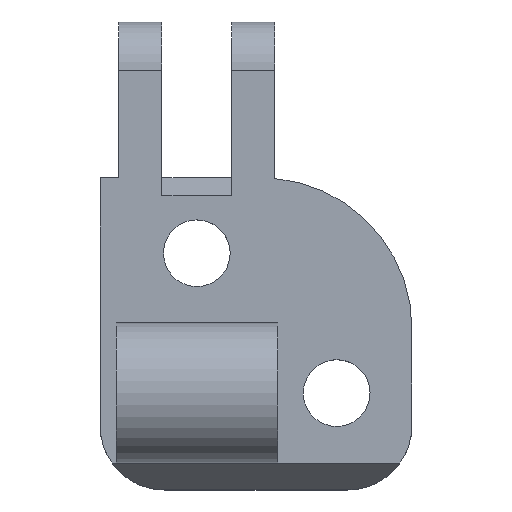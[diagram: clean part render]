
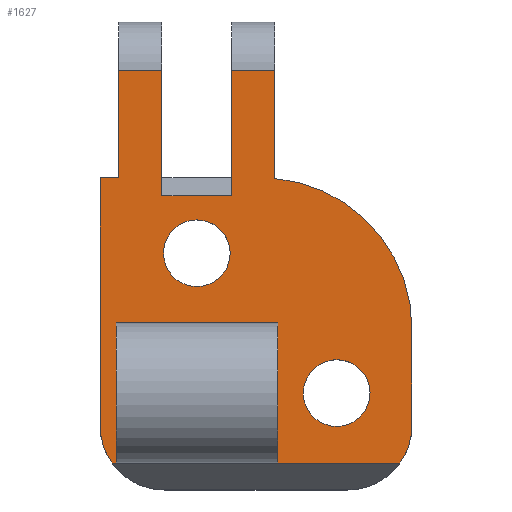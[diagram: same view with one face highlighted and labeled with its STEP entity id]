
A CAD part, top view. The second image highlights one B-rep face of the part: STEP entity #1627.
In plain terms, the highlighted planar face has unit normal (0, 0, 1).
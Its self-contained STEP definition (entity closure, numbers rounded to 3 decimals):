
#70=CARTESIAN_POINT('Vertex',(3.25,30.,0.)) ;
#73=CARTESIAN_POINT('Line Origine',(5.25,30.,0.)) ;
#77=CARTESIAN_POINT('Vertex',(7.25,30.,0.)) ;
#97=CARTESIAN_POINT('Line Origine',(0.,18.36,0.)) ;
#101=CARTESIAN_POINT('Vertex',(3.25,18.36,0.)) ;
#103=CARTESIAN_POINT('Vertex',(-3.25,18.36,0.)) ;
#251=CARTESIAN_POINT('Line Origine',(-5.25,30.,0.)) ;
#255=CARTESIAN_POINT('Vertex',(-3.25,30.,0.)) ;
#257=CARTESIAN_POINT('Vertex',(-7.25,30.,0.)) ;
#304=CARTESIAN_POINT('Vertex',(-9.,20.,0.)) ;
#307=CARTESIAN_POINT('Line Origine',(-8.125,20.,0.)) ;
#311=CARTESIAN_POINT('Vertex',(-7.25,20.,0.)) ;
#335=CARTESIAN_POINT('Vertex',(-7.5,6.5,0.)) ;
#340=CARTESIAN_POINT('Line Origine',(-7.5,3.25,0.)) ;
#344=CARTESIAN_POINT('Vertex',(-7.5,0.,0.)) ;
#347=CARTESIAN_POINT('Line Origine',(-7.5,-3.25,0.)) ;
#351=CARTESIAN_POINT('Vertex',(-7.5,-6.5,0.)) ;
#736=CARTESIAN_POINT('Vertex',(7.5,-6.5,0.)) ;
#762=CARTESIAN_POINT('Vertex',(2.721,11.514,0.)) ;
#776=CARTESIAN_POINT('Vertex',(-2.721,14.486,0.)) ;
#779=CARTESIAN_POINT('Axis2P3D Location',(0.,13.,0.)) ;
#796=CARTESIAN_POINT('Axis2P3D Location',(0.,13.,0.)) ;
#819=CARTESIAN_POINT('Vertex',(15.721,-1.486,0.)) ;
#833=CARTESIAN_POINT('Vertex',(10.279,1.486,0.)) ;
#836=CARTESIAN_POINT('Axis2P3D Location',(13.,0.,0.)) ;
#853=CARTESIAN_POINT('Axis2P3D Location',(13.,0.,0.)) ;
#870=CARTESIAN_POINT('Axis2P3D Location',(6.,6.,0.)) ;
#874=CARTESIAN_POINT('Vertex',(7.25,19.944,0.)) ;
#876=CARTESIAN_POINT('Vertex',(20.,6.,0.)) ;
#910=CARTESIAN_POINT('Line Origine',(7.5,-3.25,0.)) ;
#914=CARTESIAN_POINT('Vertex',(7.5,0.,0.)) ;
#917=CARTESIAN_POINT('Line Origine',(7.5,3.25,0.)) ;
#921=CARTESIAN_POINT('Vertex',(7.5,6.5,0.)) ;
#946=CARTESIAN_POINT('Line Origine',(0.,6.5,0.)) ;
#1089=CARTESIAN_POINT('Line Origine',(3.25,24.18,0.)) ;
#1118=CARTESIAN_POINT('Line Origine',(7.25,24.972,0.)) ;
#1265=CARTESIAN_POINT('Line Origine',(-3.25,24.18,0.)) ;
#1360=CARTESIAN_POINT('Line Origine',(-7.25,25.,0.)) ;
#1480=CARTESIAN_POINT('Line Origine',(20.,1.5,0.)) ;
#1484=CARTESIAN_POINT('Vertex',(20.,-3.,0.)) ;
#1511=CARTESIAN_POINT('Axis2P3D Location',(14.,-3.,0.)) ;
#1515=CARTESIAN_POINT('Vertex',(18.873,-6.5,0.)) ;
#1549=CARTESIAN_POINT('Line Origine',(-9.,8.5,0.)) ;
#1553=CARTESIAN_POINT('Vertex',(-9.,-3.,0.)) ;
#1575=CARTESIAN_POINT('Axis2P3D Location',(0.,-6.5,0.)) ;
#1580=CARTESIAN_POINT('Line Origine',(-7.687,-6.5,0.)) ;
#1584=CARTESIAN_POINT('Vertex',(-7.873,-6.5,0.)) ;
#1587=CARTESIAN_POINT('Line Origine',(13.187,-6.5,0.)) ;
#1592=CARTESIAN_POINT('Axis2P3D Location',(-3.,-3.,0.)) ;
#74=DIRECTION('Vector Direction',(1.,0.,0.)) ;
#98=DIRECTION('Vector Direction',(-1.,0.,0.)) ;
#252=DIRECTION('Vector Direction',(-1.,0.,0.)) ;
#308=DIRECTION('Vector Direction',(1.,0.,0.)) ;
#341=DIRECTION('Vector Direction',(0.,-1.,0.)) ;
#348=DIRECTION('Vector Direction',(0.,1.,0.)) ;
#780=DIRECTION('Axis2P3D Direction',(0.,0.,-1.)) ;
#797=DIRECTION('Axis2P3D Direction',(0.,0.,-1.)) ;
#837=DIRECTION('Axis2P3D Direction',(0.,0.,-1.)) ;
#854=DIRECTION('Axis2P3D Direction',(0.,0.,-1.)) ;
#871=DIRECTION('Axis2P3D Direction',(0.,0.,-1.)) ;
#911=DIRECTION('Vector Direction',(0.,1.,0.)) ;
#918=DIRECTION('Vector Direction',(0.,-1.,0.)) ;
#947=DIRECTION('Vector Direction',(-1.,0.,0.)) ;
#1090=DIRECTION('Vector Direction',(0.,1.,0.)) ;
#1119=DIRECTION('Vector Direction',(0.,1.,0.)) ;
#1266=DIRECTION('Vector Direction',(0.,1.,0.)) ;
#1361=DIRECTION('Vector Direction',(0.,1.,0.)) ;
#1481=DIRECTION('Vector Direction',(0.,-1.,0.)) ;
#1512=DIRECTION('Axis2P3D Direction',(0.,0.,-1.)) ;
#1550=DIRECTION('Vector Direction',(0.,1.,0.)) ;
#1576=DIRECTION('Axis2P3D Direction',(0.,0.,1.)) ;
#1577=DIRECTION('Axis2P3D XDirection',(0.,1.,0.)) ;
#1581=DIRECTION('Vector Direction',(1.,0.,0.)) ;
#1588=DIRECTION('Vector Direction',(1.,0.,0.)) ;
#1593=DIRECTION('Axis2P3D Direction',(0.,0.,1.)) ;
#781=AXIS2_PLACEMENT_3D('Circle Axis2P3D',#779,#780,$) ;
#798=AXIS2_PLACEMENT_3D('Circle Axis2P3D',#796,#797,$) ;
#838=AXIS2_PLACEMENT_3D('Circle Axis2P3D',#836,#837,$) ;
#855=AXIS2_PLACEMENT_3D('Circle Axis2P3D',#853,#854,$) ;
#872=AXIS2_PLACEMENT_3D('Circle Axis2P3D',#870,#871,$) ;
#1513=AXIS2_PLACEMENT_3D('Circle Axis2P3D',#1511,#1512,$) ;
#1578=AXIS2_PLACEMENT_3D('Plane Axis2P3D',#1575,#1576,#1577) ;
#1594=AXIS2_PLACEMENT_3D('Circle Axis2P3D',#1592,#1593,$) ;
#1598=ORIENTED_EDGE('',*,*,#1586,.T.) ;
#1599=ORIENTED_EDGE('',*,*,#353,.T.) ;
#1600=ORIENTED_EDGE('',*,*,#346,.T.) ;
#1601=ORIENTED_EDGE('',*,*,#950,.F.) ;
#1602=ORIENTED_EDGE('',*,*,#923,.F.) ;
#1603=ORIENTED_EDGE('',*,*,#916,.F.) ;
#1604=ORIENTED_EDGE('',*,*,#1591,.T.) ;
#1605=ORIENTED_EDGE('',*,*,#1517,.F.) ;
#1606=ORIENTED_EDGE('',*,*,#1486,.T.) ;
#1607=ORIENTED_EDGE('',*,*,#878,.F.) ;
#1608=ORIENTED_EDGE('',*,*,#1122,.F.) ;
#1609=ORIENTED_EDGE('',*,*,#79,.F.) ;
#1610=ORIENTED_EDGE('',*,*,#1093,.F.) ;
#1611=ORIENTED_EDGE('',*,*,#105,.T.) ;
#1612=ORIENTED_EDGE('',*,*,#1269,.T.) ;
#1613=ORIENTED_EDGE('',*,*,#259,.T.) ;
#1614=ORIENTED_EDGE('',*,*,#1364,.F.) ;
#1615=ORIENTED_EDGE('',*,*,#313,.T.) ;
#1616=ORIENTED_EDGE('',*,*,#1555,.T.) ;
#1617=ORIENTED_EDGE('',*,*,#1596,.F.) ;
#1620=ORIENTED_EDGE('',*,*,#857,.F.) ;
#1621=ORIENTED_EDGE('',*,*,#840,.F.) ;
#1624=ORIENTED_EDGE('',*,*,#800,.F.) ;
#1625=ORIENTED_EDGE('',*,*,#783,.F.) ;
#1622=FACE_BOUND('',#1619,.T.) ;
#1626=FACE_BOUND('',#1623,.T.) ;
#75=VECTOR('Line Direction',#74,1.) ;
#99=VECTOR('Line Direction',#98,1.) ;
#253=VECTOR('Line Direction',#252,1.) ;
#309=VECTOR('Line Direction',#308,1.) ;
#342=VECTOR('Line Direction',#341,1.) ;
#349=VECTOR('Line Direction',#348,1.) ;
#912=VECTOR('Line Direction',#911,1.) ;
#919=VECTOR('Line Direction',#918,1.) ;
#948=VECTOR('Line Direction',#947,1.) ;
#1091=VECTOR('Line Direction',#1090,1.) ;
#1120=VECTOR('Line Direction',#1119,1.) ;
#1267=VECTOR('Line Direction',#1266,1.) ;
#1362=VECTOR('Line Direction',#1361,1.) ;
#1482=VECTOR('Line Direction',#1481,1.) ;
#1551=VECTOR('Line Direction',#1550,1.) ;
#1582=VECTOR('Line Direction',#1581,1.) ;
#1589=VECTOR('Line Direction',#1588,1.) ;
#1627=ADVANCED_FACE('',(#1618,#1622,#1626),#1579,.T.) ;
#782=CIRCLE('generated circle',#781,3.1) ;
#799=CIRCLE('generated circle',#798,3.1) ;
#839=CIRCLE('generated circle',#838,3.1) ;
#856=CIRCLE('generated circle',#855,3.1) ;
#873=CIRCLE('generated circle',#872,14.) ;
#1514=CIRCLE('generated circle',#1513,6.) ;
#1595=CIRCLE('generated circle',#1594,6.) ;
#79=EDGE_CURVE('',#71,#78,#76,.T.) ;
#105=EDGE_CURVE('',#102,#104,#100,.T.) ;
#259=EDGE_CURVE('',#256,#258,#254,.T.) ;
#313=EDGE_CURVE('',#312,#305,#310,.F.) ;
#346=EDGE_CURVE('',#345,#336,#343,.F.) ;
#353=EDGE_CURVE('',#352,#345,#350,.T.) ;
#783=EDGE_CURVE('',#777,#763,#782,.F.) ;
#800=EDGE_CURVE('',#763,#777,#799,.F.) ;
#840=EDGE_CURVE('',#834,#820,#839,.F.) ;
#857=EDGE_CURVE('',#820,#834,#856,.F.) ;
#878=EDGE_CURVE('',#875,#877,#873,.T.) ;
#916=EDGE_CURVE('',#737,#915,#913,.T.) ;
#923=EDGE_CURVE('',#915,#922,#920,.F.) ;
#950=EDGE_CURVE('',#922,#336,#949,.T.) ;
#1093=EDGE_CURVE('',#102,#71,#1092,.T.) ;
#1122=EDGE_CURVE('',#78,#875,#1121,.F.) ;
#1269=EDGE_CURVE('',#104,#256,#1268,.T.) ;
#1364=EDGE_CURVE('',#312,#258,#1363,.T.) ;
#1486=EDGE_CURVE('',#1485,#877,#1483,.F.) ;
#1517=EDGE_CURVE('',#1485,#1516,#1514,.T.) ;
#1555=EDGE_CURVE('',#305,#1554,#1552,.F.) ;
#1586=EDGE_CURVE('',#1585,#352,#1583,.T.) ;
#1591=EDGE_CURVE('',#737,#1516,#1590,.T.) ;
#1596=EDGE_CURVE('',#1585,#1554,#1595,.F.) ;
#1597=EDGE_LOOP('',(#1598,#1599,#1600,#1601,#1602,#1603,#1604,#1605,#1606,#1607,#1608,#1609,#1610,#1611,#1612,#1613,#1614,#1615,#1616,#1617)) ;
#1619=EDGE_LOOP('',(#1620,#1621)) ;
#1623=EDGE_LOOP('',(#1624,#1625)) ;
#1618=FACE_OUTER_BOUND('',#1597,.T.) ;
#76=LINE('Line',#73,#75) ;
#100=LINE('Line',#97,#99) ;
#254=LINE('Line',#251,#253) ;
#310=LINE('Line',#307,#309) ;
#343=LINE('Line',#340,#342) ;
#350=LINE('Line',#347,#349) ;
#913=LINE('Line',#910,#912) ;
#920=LINE('Line',#917,#919) ;
#949=LINE('Line',#946,#948) ;
#1092=LINE('Line',#1089,#1091) ;
#1121=LINE('Line',#1118,#1120) ;
#1268=LINE('Line',#1265,#1267) ;
#1363=LINE('Line',#1360,#1362) ;
#1483=LINE('Line',#1480,#1482) ;
#1552=LINE('Line',#1549,#1551) ;
#1583=LINE('Line',#1580,#1582) ;
#1590=LINE('Line',#1587,#1589) ;
#1579=PLANE('Plane',#1578) ;
#71=VERTEX_POINT('',#70) ;
#78=VERTEX_POINT('',#77) ;
#102=VERTEX_POINT('',#101) ;
#104=VERTEX_POINT('',#103) ;
#256=VERTEX_POINT('',#255) ;
#258=VERTEX_POINT('',#257) ;
#305=VERTEX_POINT('',#304) ;
#312=VERTEX_POINT('',#311) ;
#336=VERTEX_POINT('',#335) ;
#345=VERTEX_POINT('',#344) ;
#352=VERTEX_POINT('',#351) ;
#737=VERTEX_POINT('',#736) ;
#763=VERTEX_POINT('',#762) ;
#777=VERTEX_POINT('',#776) ;
#820=VERTEX_POINT('',#819) ;
#834=VERTEX_POINT('',#833) ;
#875=VERTEX_POINT('',#874) ;
#877=VERTEX_POINT('',#876) ;
#915=VERTEX_POINT('',#914) ;
#922=VERTEX_POINT('',#921) ;
#1485=VERTEX_POINT('',#1484) ;
#1516=VERTEX_POINT('',#1515) ;
#1554=VERTEX_POINT('',#1553) ;
#1585=VERTEX_POINT('',#1584) ;
